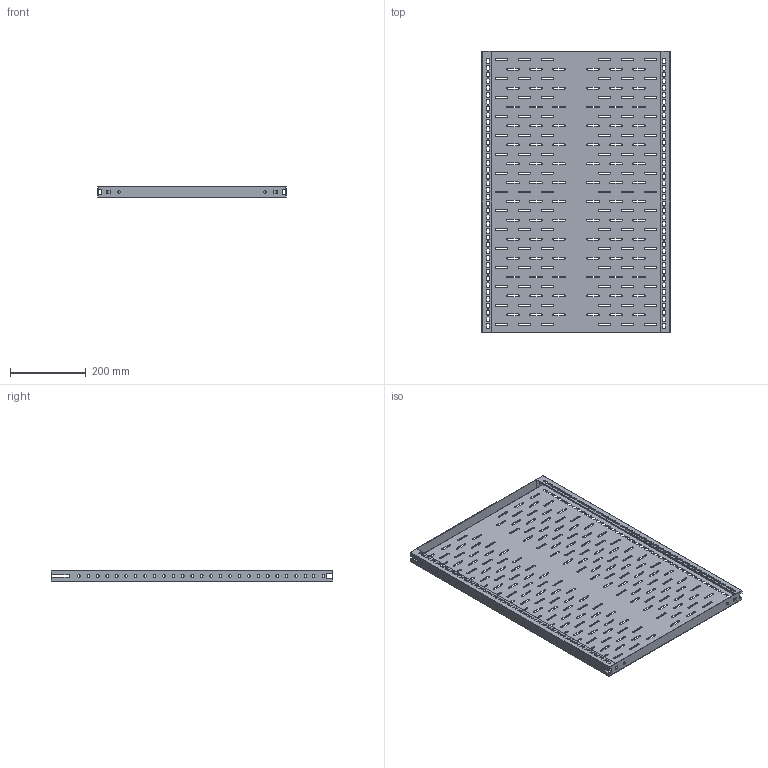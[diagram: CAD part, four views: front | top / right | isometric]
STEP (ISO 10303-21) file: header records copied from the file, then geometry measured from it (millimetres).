
FILE_DESCRIPTION (( 'STEP AP203' ), '1' );
FILE_NAME ('R5DOE6745.step', '2011-03-17T12:02:30', ( 'User' ), ( 'DKC' ), 'SwSTEP 2.0', 'SolidWorks 2011', '' );
FILE_SCHEMA (( 'CONFIG_CONTROL_DESIGN' ));
Products named in the file (1): R5DOE6745
Bounding box: 499 x 746.5 x 30 mm (x, y, z)
Volume: 645971.9 mm3; surface area: 895586.5 mm2
Topology: 1 solids, 1 shells, 1764 faces, 5224 edges, 3460 vertices
Faces by surface type: cylinder 976, plane 788
Entity records: 61217 total; most frequent: DIRECTION 10718, CARTESIAN_POINT 10449, ORIENTED_EDGE 10448, EDGE_CURVE 5224, AXIS2_PLACEMENT_3D 3729, VERTEX_POINT 3460, VECTOR 3260, LINE 3260
